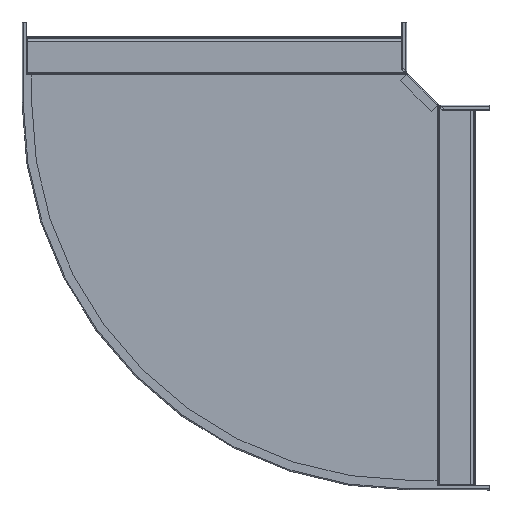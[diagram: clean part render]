
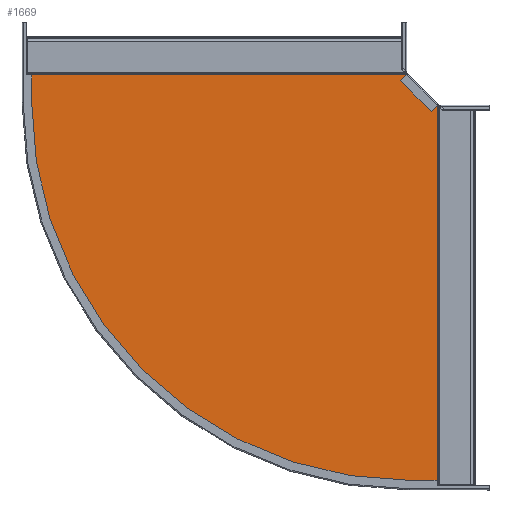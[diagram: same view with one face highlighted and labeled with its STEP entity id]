
A CAD part, front view. The second image highlights one B-rep face of the part: STEP entity #1669.
In plain terms, the highlighted planar face has unit normal (0, -1, 0).
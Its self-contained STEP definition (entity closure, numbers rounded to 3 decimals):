
#15 = ORIENTED_EDGE ( 'NONE', *, *, #3391, .F. ) ;
#125 = ORIENTED_EDGE ( 'NONE', *, *, #3152, .F. ) ;
#166 = DIRECTION ( 'NONE',  ( 0., 0., -1. ) ) ;
#458 = AXIS2_PLACEMENT_3D ( 'NONE', #4931, #2340, #1959 ) ;
#493 = ORIENTED_EDGE ( 'NONE', *, *, #2593, .F. ) ;
#562 = LINE ( 'NONE', #2326, #921 ) ;
#737 = CARTESIAN_POINT ( 'NONE',  ( 24.048, -1., -19.662 ) ) ;
#808 = CARTESIAN_POINT ( 'NONE',  ( -19.662, -1., -617.912 ) ) ;
#868 = VERTEX_POINT ( 'NONE', #5398 ) ;
#921 = VECTOR ( 'NONE', #2278, 1000. ) ;
#973 = EDGE_CURVE ( 'NONE', #2228, #3097, #3338, .T. ) ;
#1104 = LINE ( 'NONE', #1130, #4766 ) ;
#1129 = CARTESIAN_POINT ( 'NONE',  ( -611.412, -1., 24.048 ) ) ;
#1130 = CARTESIAN_POINT ( 'NONE',  ( -617.912, -1., 23.412 ) ) ;
#1177 = CARTESIAN_POINT ( 'NONE',  ( -19.662, -1., -617.912 ) ) ;
#1214 = VECTOR ( 'NONE', #1598, 1000. ) ;
#1371 = DIRECTION ( 'NONE',  ( 0., 0., -1. ) ) ;
#1598 = DIRECTION ( 'NONE',  ( 0., 0., 1. ) ) ;
#1669 = ADVANCED_FACE ( 'NONE', ( #2886 ), #4960, .T. ) ;
#1712 = DIRECTION ( 'NONE',  ( 1., 0., 0. ) ) ;
#1737 = VECTOR ( 'NONE', #4508, 1000. ) ;
#1743 = LINE ( 'NONE', #808, #5289 ) ;
#1959 = DIRECTION ( 'NONE',  ( 0., 0., -1. ) ) ;
#2017 = EDGE_CURVE ( 'NONE', #4743, #3108, #4108, .T. ) ;
#2047 = CARTESIAN_POINT ( 'NONE',  ( 24.048, -1., -611.412 ) ) ;
#2105 = ORIENTED_EDGE ( 'NONE', *, *, #3279, .T. ) ;
#2107 = CARTESIAN_POINT ( 'NONE',  ( 24.048, -1., -24.048 ) ) ;
#2228 = VERTEX_POINT ( 'NONE', #4800 ) ;
#2278 = DIRECTION ( 'NONE',  ( -1., 0., 0. ) ) ;
#2326 = CARTESIAN_POINT ( 'NONE',  ( 75.912, -1., -611.412 ) ) ;
#2340 = DIRECTION ( 'NONE',  ( 0., -1., 0. ) ) ;
#2593 = EDGE_CURVE ( 'NONE', #3108, #2228, #562, .T. ) ;
#2701 = CIRCLE ( 'NONE', #3431, 598.25 ) ;
#2722 = VECTOR ( 'NONE', #166, 1000. ) ;
#2805 = CARTESIAN_POINT ( 'NONE',  ( -617.912, -1., 23.412 ) ) ;
#2810 = EDGE_CURVE ( 'NONE', #2899, #2870, #4593, .T. ) ;
#2853 = DIRECTION ( 'NONE',  ( 0., 0., -1. ) ) ;
#2862 = CARTESIAN_POINT ( 'NONE',  ( -617.912, -1., -19.662 ) ) ;
#2870 = VERTEX_POINT ( 'NONE', #1129 ) ;
#2873 = VECTOR ( 'NONE', #5452, 1000. ) ;
#2886 = FACE_OUTER_BOUND ( 'NONE', #3795, .T. ) ;
#2899 = VERTEX_POINT ( 'NONE', #3423 ) ;
#3019 = ORIENTED_EDGE ( 'NONE', *, *, #2810, .T. ) ;
#3038 = ORIENTED_EDGE ( 'NONE', *, *, #973, .F. ) ;
#3097 = VERTEX_POINT ( 'NONE', #3274 ) ;
#3108 = VERTEX_POINT ( 'NONE', #2047 ) ;
#3123 = DIRECTION ( 'NONE',  ( 0., 1., 0. ) ) ;
#3152 = EDGE_CURVE ( 'NONE', #2899, #4743, #3754, .T. ) ;
#3181 = CARTESIAN_POINT ( 'NONE',  ( -611.412, -1., 23.412 ) ) ;
#3274 = CARTESIAN_POINT ( 'NONE',  ( 23.412, -1., -617.912 ) ) ;
#3279 = EDGE_CURVE ( 'NONE', #5335, #3097, #1743, .T. ) ;
#3338 = LINE ( 'NONE', #5030, #3544 ) ;
#3391 = EDGE_CURVE ( 'NONE', #5335, #868, #2701, .T. ) ;
#3421 = VERTEX_POINT ( 'NONE', #3181 ) ;
#3423 = CARTESIAN_POINT ( 'NONE',  ( -24.048, -1., 24.048 ) ) ;
#3431 = AXIS2_PLACEMENT_3D ( 'NONE', #4032, #3123, #1371 ) ;
#3544 = VECTOR ( 'NONE', #3788, 1000. ) ;
#3734 = ORIENTED_EDGE ( 'NONE', *, *, #5519, .F. ) ;
#3754 = LINE ( 'NONE', #4935, #1737 ) ;
#3788 = DIRECTION ( 'NONE',  ( 0., 0., -1. ) ) ;
#3795 = EDGE_LOOP ( 'NONE', ( #125, #3019, #5162, #4904, #3734, #15, #2105, #3038, #493, #4717 ) ) ;
#4009 = EDGE_CURVE ( 'NONE', #3421, #4468, #1104, .T. ) ;
#4015 = CARTESIAN_POINT ( 'NONE',  ( -611.412, -1., 75.912 ) ) ;
#4032 = CARTESIAN_POINT ( 'NONE',  ( -19.662, -1., -19.662 ) ) ;
#4100 = CARTESIAN_POINT ( 'NONE',  ( -19.662, -1., 24.048 ) ) ;
#4108 = LINE ( 'NONE', #737, #4449 ) ;
#4449 = VECTOR ( 'NONE', #2853, 1000. ) ;
#4452 = LINE ( 'NONE', #4015, #2722 ) ;
#4468 = VERTEX_POINT ( 'NONE', #2805 ) ;
#4508 = DIRECTION ( 'NONE',  ( 0.707, 0., -0.707 ) ) ;
#4545 = DIRECTION ( 'NONE',  ( -1., 0., 0. ) ) ;
#4593 = LINE ( 'NONE', #4100, #2873 ) ;
#4615 = LINE ( 'NONE', #2862, #1214 ) ;
#4717 = ORIENTED_EDGE ( 'NONE', *, *, #2017, .F. ) ;
#4743 = VERTEX_POINT ( 'NONE', #2107 ) ;
#4766 = VECTOR ( 'NONE', #4545, 1000. ) ;
#4800 = CARTESIAN_POINT ( 'NONE',  ( 23.412, -1., -611.412 ) ) ;
#4904 = ORIENTED_EDGE ( 'NONE', *, *, #4009, .T. ) ;
#4931 = CARTESIAN_POINT ( 'NONE',  ( -19.662, -1., -19.662 ) ) ;
#4935 = CARTESIAN_POINT ( 'NONE',  ( -12.021, -1., 12.021 ) ) ;
#4960 = PLANE ( 'NONE',  #458 ) ;
#5030 = CARTESIAN_POINT ( 'NONE',  ( 23.412, -1., -617.912 ) ) ;
#5162 = ORIENTED_EDGE ( 'NONE', *, *, #5458, .T. ) ;
#5289 = VECTOR ( 'NONE', #1712, 1000. ) ;
#5335 = VERTEX_POINT ( 'NONE', #1177 ) ;
#5398 = CARTESIAN_POINT ( 'NONE',  ( -617.912, -1., -19.662 ) ) ;
#5452 = DIRECTION ( 'NONE',  ( -1., 0., 0. ) ) ;
#5458 = EDGE_CURVE ( 'NONE', #2870, #3421, #4452, .T. ) ;
#5519 = EDGE_CURVE ( 'NONE', #868, #4468, #4615, .T. ) ;
